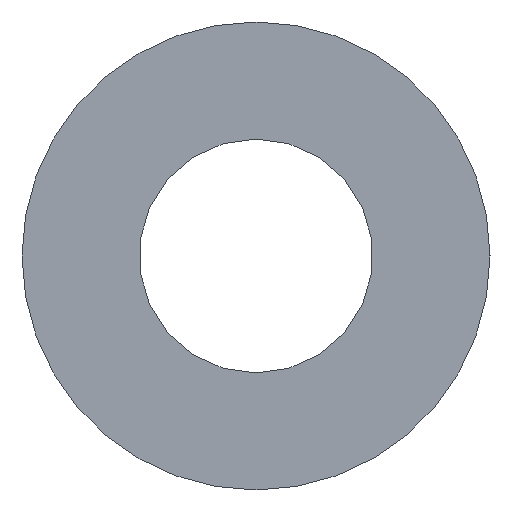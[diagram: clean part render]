
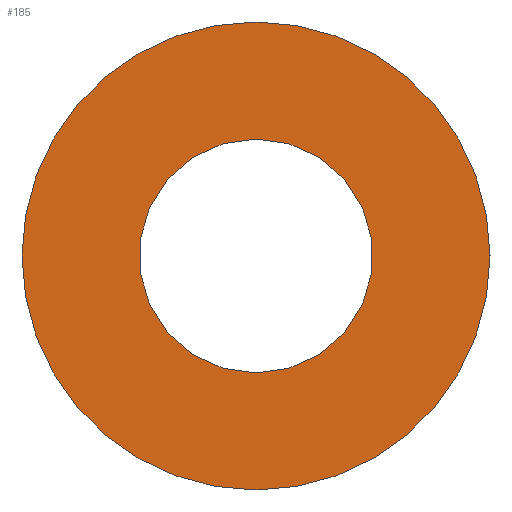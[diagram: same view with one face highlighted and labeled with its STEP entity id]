
A CAD part, left-side view. The second image highlights one B-rep face of the part: STEP entity #185.
In plain terms, the highlighted planar face has unit normal (-1, 0, 0).
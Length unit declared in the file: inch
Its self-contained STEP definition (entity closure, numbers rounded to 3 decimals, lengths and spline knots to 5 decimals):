
#2 = AXIS2_PLACEMENT_3D ( 'NONE', #180, #195, #92 ) ;
#15 = DIRECTION ( 'NONE',  ( 1., 0., 0. ) ) ;
#16 = CARTESIAN_POINT ( 'NONE',  ( -23.5, 0., 0.125 ) ) ;
#28 = CARTESIAN_POINT ( 'NONE',  ( -23.5, 0., 0. ) ) ;
#30 = CARTESIAN_POINT ( 'NONE',  ( -23.5, 0., 0. ) ) ;
#43 = CARTESIAN_POINT ( 'NONE',  ( -23.5, 0., -0.0625 ) ) ;
#46 = CARTESIAN_POINT ( 'NONE',  ( -23.5, 0., 0. ) ) ;
#51 = ORIENTED_EDGE ( 'NONE', *, *, #142, .F. ) ;
#55 = FACE_OUTER_BOUND ( 'NONE', #212, .T. ) ;
#58 = AXIS2_PLACEMENT_3D ( 'NONE', #129, #202, #60 ) ;
#60 = DIRECTION ( 'NONE',  ( 0., 0., -1. ) ) ;
#65 = VERTEX_POINT ( 'NONE', #43 ) ;
#68 = EDGE_CURVE ( 'NONE', #65, #99, #90, .T. ) ;
#73 = DIRECTION ( 'NONE',  ( 0., 0., -1. ) ) ;
#76 = CARTESIAN_POINT ( 'NONE',  ( -23.5, 0., -0.125 ) ) ;
#80 = ORIENTED_EDGE ( 'NONE', *, *, #223, .T. ) ;
#84 = ORIENTED_EDGE ( 'NONE', *, *, #105, .F. ) ;
#90 = CIRCLE ( 'NONE', #121, 0.0625 ) ;
#92 = DIRECTION ( 'NONE',  ( 0., 0., -1. ) ) ;
#99 = VERTEX_POINT ( 'NONE', #127 ) ;
#100 = AXIS2_PLACEMENT_3D ( 'NONE', #46, #143, #192 ) ;
#105 = EDGE_CURVE ( 'NONE', #152, #151, #208, .T. ) ;
#121 = AXIS2_PLACEMENT_3D ( 'NONE', #30, #181, #73 ) ;
#127 = CARTESIAN_POINT ( 'NONE',  ( -23.5, 0., 0.0625 ) ) ;
#129 = CARTESIAN_POINT ( 'NONE',  ( -23.5, 0., 0. ) ) ;
#137 = PLANE ( 'NONE',  #100 ) ;
#142 = EDGE_CURVE ( 'NONE', #151, #152, #150, .T. ) ;
#143 = DIRECTION ( 'NONE',  ( 1., 0., 0. ) ) ;
#149 = EDGE_LOOP ( 'NONE', ( #80, #173 ) ) ;
#150 = CIRCLE ( 'NONE', #203, 0.125 ) ;
#151 = VERTEX_POINT ( 'NONE', #16 ) ;
#152 = VERTEX_POINT ( 'NONE', #76 ) ;
#157 = FACE_BOUND ( 'NONE', #149, .T. ) ;
#173 = ORIENTED_EDGE ( 'NONE', *, *, #68, .T. ) ;
#180 = CARTESIAN_POINT ( 'NONE',  ( -23.5, 0., 0. ) ) ;
#181 = DIRECTION ( 'NONE',  ( 1., 0., 0. ) ) ;
#185 = ADVANCED_FACE ( 'NONE', ( #55, #157 ), #137, .F. ) ;
#192 = DIRECTION ( 'NONE',  ( 0., 0., -1. ) ) ;
#195 = DIRECTION ( 'NONE',  ( 1., 0., 0. ) ) ;
#202 = DIRECTION ( 'NONE',  ( 1., 0., 0. ) ) ;
#203 = AXIS2_PLACEMENT_3D ( 'NONE', #28, #15, #217 ) ;
#208 = CIRCLE ( 'NONE', #2, 0.125 ) ;
#212 = EDGE_LOOP ( 'NONE', ( #51, #84 ) ) ;
#216 = CIRCLE ( 'NONE', #58, 0.0625 ) ;
#217 = DIRECTION ( 'NONE',  ( 0., 0., -1. ) ) ;
#223 = EDGE_CURVE ( 'NONE', #99, #65, #216, .T. ) ;
